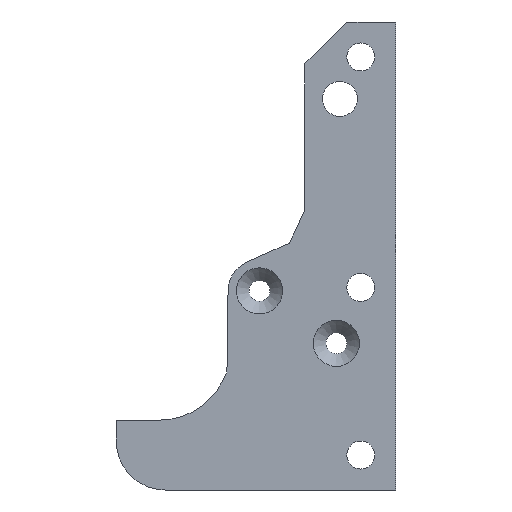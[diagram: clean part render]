
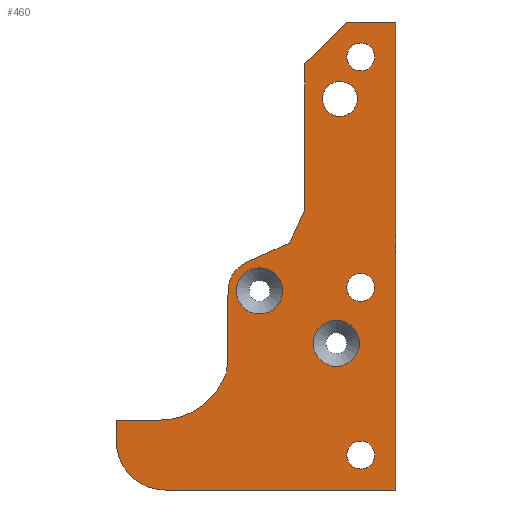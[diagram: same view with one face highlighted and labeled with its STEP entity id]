
A CAD part, left-side view. The second image highlights one B-rep face of the part: STEP entity #460.
In plain terms, the highlighted planar face has unit normal (-1, 0, 0).
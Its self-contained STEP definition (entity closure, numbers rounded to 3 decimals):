
#26=FACE_BOUND('',#86,.T.);
#27=FACE_BOUND('',#87,.T.);
#28=FACE_BOUND('',#88,.T.);
#29=FACE_BOUND('',#89,.T.);
#30=FACE_BOUND('',#90,.T.);
#31=FACE_BOUND('',#91,.T.);
#38=CIRCLE('',#499,4.5);
#39=CIRCLE('',#500,10.);
#40=CIRCLE('',#501,7.);
#41=CIRCLE('',#502,3.3);
#42=CIRCLE('',#503,2.5);
#43=CIRCLE('',#504,2.);
#44=CIRCLE('',#505,2.);
#45=CIRCLE('',#506,2.);
#46=CIRCLE('',#507,3.3);
#61=FACE_OUTER_BOUND('',#85,.T.);
#85=EDGE_LOOP('',(#323,#324,#325,#326,#327,#328,#329,#330,#331,#332,#333,
#334,#335,#336));
#86=EDGE_LOOP('',(#337));
#87=EDGE_LOOP('',(#338));
#88=EDGE_LOOP('',(#339));
#89=EDGE_LOOP('',(#340));
#90=EDGE_LOOP('',(#341));
#91=EDGE_LOOP('',(#342));
#121=LINE('',#685,#165);
#123=LINE('',#689,#167);
#126=LINE('',#695,#170);
#127=LINE('',#697,#171);
#128=LINE('',#699,#172);
#129=LINE('',#703,#173);
#130=LINE('',#705,#174);
#131=LINE('',#709,#175);
#132=LINE('',#711,#176);
#133=LINE('',#715,#177);
#134=LINE('',#716,#178);
#165=VECTOR('',#547,10.);
#167=VECTOR('',#551,10.);
#170=VECTOR('',#556,10.);
#171=VECTOR('',#557,10.);
#172=VECTOR('',#558,10.);
#173=VECTOR('',#561,10.);
#174=VECTOR('',#562,10.);
#175=VECTOR('',#565,10.);
#176=VECTOR('',#566,10.);
#177=VECTOR('',#569,10.);
#178=VECTOR('',#570,10.);
#209=VERTEX_POINT('',#682);
#210=VERTEX_POINT('',#684);
#211=VERTEX_POINT('',#688);
#213=VERTEX_POINT('',#694);
#214=VERTEX_POINT('',#696);
#215=VERTEX_POINT('',#698);
#216=VERTEX_POINT('',#700);
#217=VERTEX_POINT('',#702);
#218=VERTEX_POINT('',#704);
#219=VERTEX_POINT('',#706);
#220=VERTEX_POINT('',#708);
#221=VERTEX_POINT('',#710);
#222=VERTEX_POINT('',#712);
#223=VERTEX_POINT('',#714);
#224=VERTEX_POINT('',#717);
#225=VERTEX_POINT('',#719);
#226=VERTEX_POINT('',#721);
#227=VERTEX_POINT('',#723);
#228=VERTEX_POINT('',#725);
#229=VERTEX_POINT('',#727);
#252=EDGE_CURVE('',#209,#210,#121,.T.);
#254=EDGE_CURVE('',#211,#210,#123,.T.);
#257=EDGE_CURVE('',#209,#213,#126,.T.);
#258=EDGE_CURVE('',#213,#214,#127,.T.);
#259=EDGE_CURVE('',#215,#214,#128,.T.);
#260=EDGE_CURVE('',#216,#215,#38,.T.);
#261=EDGE_CURVE('',#217,#216,#129,.T.);
#262=EDGE_CURVE('',#217,#218,#130,.T.);
#263=EDGE_CURVE('',#218,#219,#39,.T.);
#264=EDGE_CURVE('',#219,#220,#131,.T.);
#265=EDGE_CURVE('',#220,#221,#132,.T.);
#266=EDGE_CURVE('',#222,#221,#40,.T.);
#267=EDGE_CURVE('',#222,#223,#133,.T.);
#268=EDGE_CURVE('',#223,#211,#134,.T.);
#269=EDGE_CURVE('',#224,#224,#41,.T.);
#270=EDGE_CURVE('',#225,#225,#42,.T.);
#271=EDGE_CURVE('',#226,#226,#43,.T.);
#272=EDGE_CURVE('',#227,#227,#44,.T.);
#273=EDGE_CURVE('',#228,#228,#45,.T.);
#274=EDGE_CURVE('',#229,#229,#46,.T.);
#323=ORIENTED_EDGE('',*,*,#252,.F.);
#324=ORIENTED_EDGE('',*,*,#257,.T.);
#325=ORIENTED_EDGE('',*,*,#258,.T.);
#326=ORIENTED_EDGE('',*,*,#259,.F.);
#327=ORIENTED_EDGE('',*,*,#260,.F.);
#328=ORIENTED_EDGE('',*,*,#261,.F.);
#329=ORIENTED_EDGE('',*,*,#262,.T.);
#330=ORIENTED_EDGE('',*,*,#263,.T.);
#331=ORIENTED_EDGE('',*,*,#264,.T.);
#332=ORIENTED_EDGE('',*,*,#265,.T.);
#333=ORIENTED_EDGE('',*,*,#266,.F.);
#334=ORIENTED_EDGE('',*,*,#267,.T.);
#335=ORIENTED_EDGE('',*,*,#268,.T.);
#336=ORIENTED_EDGE('',*,*,#254,.T.);
#337=ORIENTED_EDGE('',*,*,#269,.F.);
#338=ORIENTED_EDGE('',*,*,#270,.T.);
#339=ORIENTED_EDGE('',*,*,#271,.T.);
#340=ORIENTED_EDGE('',*,*,#272,.T.);
#341=ORIENTED_EDGE('',*,*,#273,.T.);
#342=ORIENTED_EDGE('',*,*,#274,.F.);
#447=PLANE('',#498);
#460=ADVANCED_FACE('',(#61,#26,#27,#28,#29,#30,#31),#447,.T.);
#498=AXIS2_PLACEMENT_3D('',#693,#554,#555);
#499=AXIS2_PLACEMENT_3D('',#701,#559,#560);
#500=AXIS2_PLACEMENT_3D('',#707,#563,#564);
#501=AXIS2_PLACEMENT_3D('',#713,#567,#568);
#502=AXIS2_PLACEMENT_3D('',#718,#571,#572);
#503=AXIS2_PLACEMENT_3D('',#720,#573,#574);
#504=AXIS2_PLACEMENT_3D('',#722,#575,#576);
#505=AXIS2_PLACEMENT_3D('',#724,#577,#578);
#506=AXIS2_PLACEMENT_3D('',#726,#579,#580);
#507=AXIS2_PLACEMENT_3D('',#728,#581,#582);
#547=DIRECTION('',(0.,-0.707,0.707));
#551=DIRECTION('',(0.,1.,0.));
#554=DIRECTION('center_axis',(-1.,0.,0.));
#555=DIRECTION('ref_axis',(0.,0.,1.));
#556=DIRECTION('',(0.,0.,-1.));
#557=DIRECTION('',(0.,0.435,-0.9));
#558=DIRECTION('',(0.,-0.912,0.41));
#559=DIRECTION('center_axis',(1.,0.,0.));
#560=DIRECTION('ref_axis',(0.,0.,-1.));
#561=DIRECTION('',(0.,-0.014,1.));
#562=DIRECTION('',(0.,0.435,-0.9));
#563=DIRECTION('center_axis',(1.,0.,0.));
#564=DIRECTION('ref_axis',(0.,-0.531,-0.847));
#565=DIRECTION('',(0.,1.,0.));
#566=DIRECTION('',(0.,0.,-1.));
#567=DIRECTION('center_axis',(1.,0.,0.));
#568=DIRECTION('ref_axis',(0.,0.707,-0.707));
#569=DIRECTION('',(0.,-1.,0.));
#570=DIRECTION('',(0.,0.,1.));
#571=DIRECTION('center_axis',(-1.,0.,0.));
#572=DIRECTION('ref_axis',(0.,0.,-1.));
#573=DIRECTION('center_axis',(1.,0.,0.));
#574=DIRECTION('ref_axis',(0.,0.,1.));
#575=DIRECTION('center_axis',(1.,0.,0.));
#576=DIRECTION('ref_axis',(0.,0.,-1.));
#577=DIRECTION('center_axis',(1.,0.,0.));
#578=DIRECTION('ref_axis',(0.,0.,-1.));
#579=DIRECTION('center_axis',(1.,0.,0.));
#580=DIRECTION('ref_axis',(0.,0.,-1.));
#581=DIRECTION('center_axis',(-1.,0.,0.));
#582=DIRECTION('ref_axis',(0.,0.,-1.));
#682=CARTESIAN_POINT('',(15.,13.,-439.));
#684=CARTESIAN_POINT('',(15.,7.,-433.));
#685=CARTESIAN_POINT('',(15.,20.125,-446.125));
#688=CARTESIAN_POINT('',(15.,0.,-433.));
#689=CARTESIAN_POINT('',(15.,0.,-433.));
#693=CARTESIAN_POINT('Origin',(15.,20.,-466.5));
#694=CARTESIAN_POINT('',(15.,13.,-460.));
#695=CARTESIAN_POINT('',(15.,13.,-433.));
#696=CARTESIAN_POINT('',(15.,15.25,-464.656));
#697=CARTESIAN_POINT('',(15.,18.561,-471.506));
#698=CARTESIAN_POINT('',(15.,21.345,-467.396));
#699=CARTESIAN_POINT('',(15.,18.827,-466.264));
#700=CARTESIAN_POINT('',(15.,24.,-471.437));
#701=CARTESIAN_POINT('Origin',(15.,19.5,-471.5));
#702=CARTESIAN_POINT('',(15.,24.162,-483.093));
#703=CARTESIAN_POINT('',(15.,24.016,-472.626));
#704=CARTESIAN_POINT('',(15.,24.77,-484.352));
#705=CARTESIAN_POINT('',(15.,18.561,-471.506));
#706=CARTESIAN_POINT('',(15.,33.773,-490.));
#707=CARTESIAN_POINT('Origin',(15.,33.773,-480.));
#708=CARTESIAN_POINT('',(15.,40.,-490.));
#709=CARTESIAN_POINT('',(15.,0.,-490.));
#710=CARTESIAN_POINT('',(15.,40.,-493.));
#711=CARTESIAN_POINT('',(15.,40.,-490.));
#712=CARTESIAN_POINT('',(15.,33.,-500.));
#713=CARTESIAN_POINT('Origin',(15.,33.,-493.));
#714=CARTESIAN_POINT('',(15.,0.,-500.));
#715=CARTESIAN_POINT('',(15.,40.,-500.));
#716=CARTESIAN_POINT('',(15.,0.,-500.));
#717=CARTESIAN_POINT('',(15.,8.5,-475.7));
#718=CARTESIAN_POINT('Origin',(15.,8.5,-479.));
#719=CARTESIAN_POINT('',(15.,8.,-446.5));
#720=CARTESIAN_POINT('Origin',(15.,8.,-444.));
#721=CARTESIAN_POINT('',(15.,5.,-436.));
#722=CARTESIAN_POINT('Origin',(15.,5.,-438.));
#723=CARTESIAN_POINT('',(15.,5.,-469.));
#724=CARTESIAN_POINT('Origin',(15.,5.,-471.));
#725=CARTESIAN_POINT('',(15.,5.,-493.));
#726=CARTESIAN_POINT('Origin',(15.,5.,-495.));
#727=CARTESIAN_POINT('',(15.,19.5,-468.2));
#728=CARTESIAN_POINT('Origin',(15.,19.5,-471.5));
